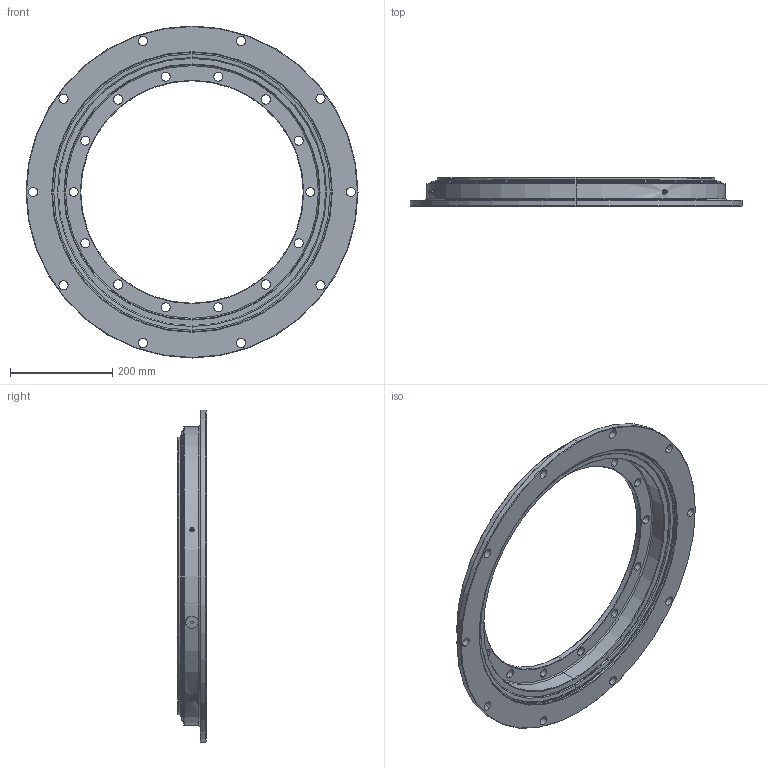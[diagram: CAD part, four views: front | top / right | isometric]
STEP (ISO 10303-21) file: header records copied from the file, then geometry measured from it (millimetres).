
FILE_DESCRIPTION (( 'STEP AP214' ), '1' );
FILE_NAME ('0053756.step', '2025-03-05T10:30:45', ( '' ), ( '' ), 'SwSTEP 2.0', 'SolidWorks 2020', '' );
FILE_SCHEMA (( 'AUTOMOTIVE_DESIGN' ));
Length unit declared in the file: millimetre
Products named in the file (1): 0053756
Bounding box: 648 x 56 x 648 mm (x, y, z)
Volume: 3977020.3 mm3; surface area: 900791.4 mm2
Topology: 10 solids, 10 shells, 292 faces, 681 edges, 422 vertices
Faces by surface type: cylinder 117, plane 62, torus 57, cone 52, sphere 4
Entity records: 10830 total; most frequent: CARTESIAN_POINT 3731, DIRECTION 1578, ORIENTED_EDGE 1350, EDGE_CURVE 675, AXIS2_PLACEMENT_3D 670, VERTEX_POINT 420, EDGE_LOOP 377, CIRCLE 377
